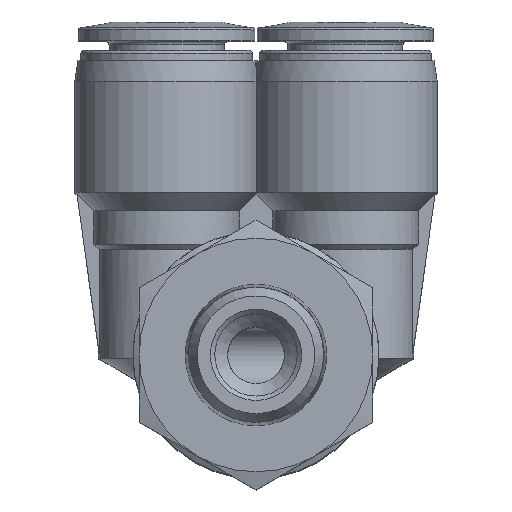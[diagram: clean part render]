
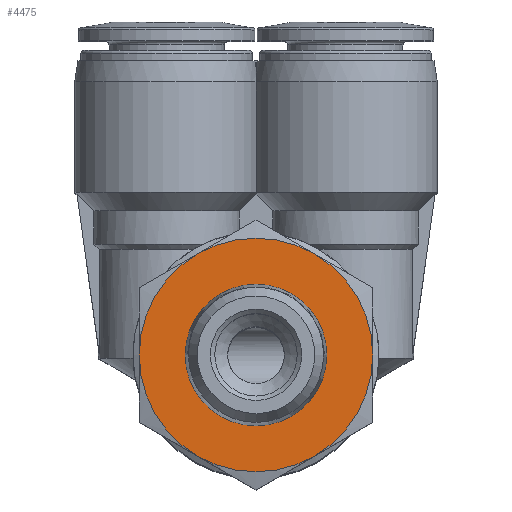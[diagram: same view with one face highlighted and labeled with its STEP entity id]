
A CAD part, top view. The second image highlights one B-rep face of the part: STEP entity #4475.
In plain terms, the highlighted planar face has unit normal (0, 0, 1).
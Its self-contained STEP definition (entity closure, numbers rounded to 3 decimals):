
#262=PLANE('',#4774);
#746=ORIENTED_EDGE('',*,*,#1487,.F.);
#747=ORIENTED_EDGE('',*,*,#1486,.F.);
#748=ORIENTED_EDGE('',*,*,#1485,.F.);
#749=ORIENTED_EDGE('',*,*,#1488,.F.);
#750=ORIENTED_EDGE('',*,*,#1484,.F.);
#751=ORIENTED_EDGE('',*,*,#1483,.F.);
#752=ORIENTED_EDGE('',*,*,#1482,.F.);
#1482=EDGE_CURVE('',#1849,#1849,#2027,.T.);
#1483=EDGE_CURVE('',#1840,#1842,#2028,.T.);
#1484=EDGE_CURVE('',#1842,#1844,#2029,.T.);
#1485=EDGE_CURVE('',#1845,#1836,#2030,.T.);
#1486=EDGE_CURVE('',#1836,#1838,#2031,.T.);
#1487=EDGE_CURVE('',#1838,#1840,#2032,.T.);
#1488=EDGE_CURVE('',#1844,#1845,#2033,.T.);
#1836=VERTEX_POINT('',#6762);
#1838=VERTEX_POINT('',#6774);
#1840=VERTEX_POINT('',#6786);
#1842=VERTEX_POINT('',#6798);
#1844=VERTEX_POINT('',#6810);
#1845=VERTEX_POINT('',#6820);
#1849=VERTEX_POINT('',#6835);
#2027=CIRCLE('',#4763,6.73);
#2028=CIRCLE('',#4765,11.11);
#2029=CIRCLE('',#4767,11.11);
#2030=CIRCLE('',#4769,11.11);
#2031=CIRCLE('',#4771,11.11);
#2032=CIRCLE('',#4773,11.11);
#2033=CIRCLE('',#4775,11.11);
#2249=EDGE_LOOP('',(#746,#747,#748,#749,#750,#751));
#2250=EDGE_LOOP('',(#752));
#2581=FACE_BOUND('',#2249,.T.);
#2582=FACE_BOUND('',#2250,.T.);
#4475=ADVANCED_FACE('',(#2581,#2582),#262,.F.);
#4763=AXIS2_PLACEMENT_3D('',#6834,#5350,#5351);
#4765=AXIS2_PLACEMENT_3D('',#6837,#5354,#5355);
#4767=AXIS2_PLACEMENT_3D('',#6839,#5358,#5359);
#4769=AXIS2_PLACEMENT_3D('',#6841,#5362,#5363);
#4771=AXIS2_PLACEMENT_3D('',#6843,#5366,#5367);
#4773=AXIS2_PLACEMENT_3D('',#6845,#5370,#5371);
#4774=AXIS2_PLACEMENT_3D('',#6846,#5372,#5373);
#4775=AXIS2_PLACEMENT_3D('',#6847,#5374,#5375);
#5350=DIRECTION('',(0.,0.,1.));
#5351=DIRECTION('',(1.,0.,0.));
#5354=DIRECTION('',(0.,0.,-1.));
#5355=DIRECTION('',(-1.,0.,0.));
#5358=DIRECTION('',(0.,0.,-1.));
#5359=DIRECTION('',(-1.,0.,0.));
#5362=DIRECTION('',(0.,0.,-1.));
#5363=DIRECTION('',(-1.,0.,0.));
#5366=DIRECTION('',(0.,0.,-1.));
#5367=DIRECTION('',(-1.,0.,0.));
#5370=DIRECTION('',(0.,0.,-1.));
#5371=DIRECTION('',(-1.,0.,0.));
#5372=DIRECTION('',(0.,0.,-1.));
#5373=DIRECTION('',(-1.,0.,0.));
#5374=DIRECTION('',(0.,0.,-1.));
#5375=DIRECTION('',(-1.,0.,0.));
#6762=CARTESIAN_POINT('',(-11.11,0.,0.));
#6774=CARTESIAN_POINT('',(-5.555,9.622,0.));
#6786=CARTESIAN_POINT('',(5.555,9.622,0.));
#6798=CARTESIAN_POINT('',(11.11,0.,0.));
#6810=CARTESIAN_POINT('',(5.555,-9.622,0.));
#6820=CARTESIAN_POINT('',(-5.555,-9.622,0.));
#6834=CARTESIAN_POINT('',(0.,0.,0.));
#6835=CARTESIAN_POINT('',(6.73,0.,0.));
#6837=CARTESIAN_POINT('',(0.,0.,0.));
#6839=CARTESIAN_POINT('',(0.,0.,0.));
#6841=CARTESIAN_POINT('',(0.,0.,0.));
#6843=CARTESIAN_POINT('',(0.,0.,0.));
#6845=CARTESIAN_POINT('',(0.,0.,0.));
#6846=CARTESIAN_POINT('',(0.,0.,0.));
#6847=CARTESIAN_POINT('',(0.,0.,0.));
